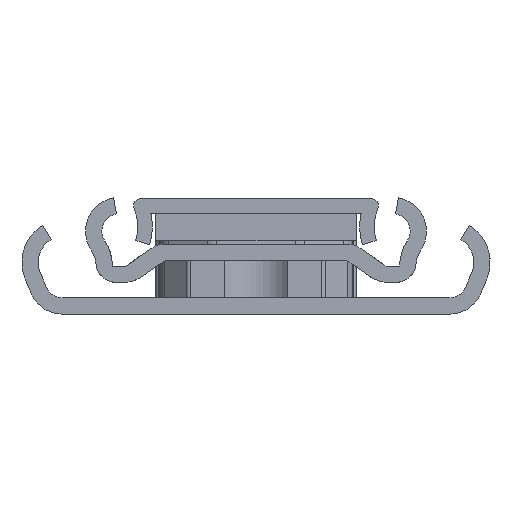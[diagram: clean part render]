
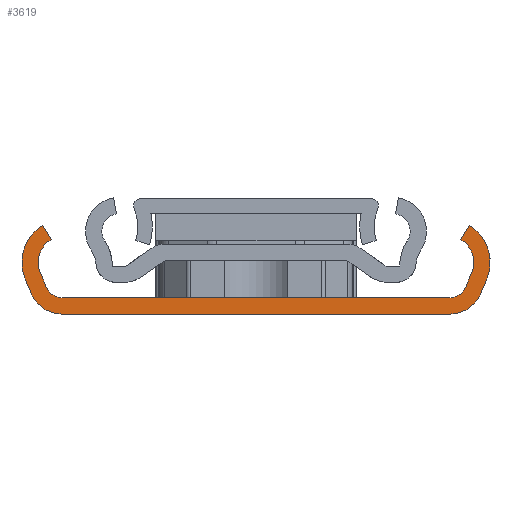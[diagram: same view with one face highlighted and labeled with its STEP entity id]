
A CAD part, left-side view. The second image highlights one B-rep face of the part: STEP entity #3619.
In plain terms, the highlighted planar face has unit normal (-1, 0, 0).
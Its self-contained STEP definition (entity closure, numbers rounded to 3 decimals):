
#34 = CARTESIAN_POINT ( 'NONE',  ( 0., 0., 0. ) ) ;
#108 = CARTESIAN_POINT ( 'NONE',  ( 0., 21.3, 3.7 ) ) ;
#265 = ORIENTED_EDGE ( 'NONE', *, *, #4828, .F. ) ;
#353 = ORIENTED_EDGE ( 'NONE', *, *, #1046, .F. ) ;
#435 = VERTEX_POINT ( 'NONE', #7676 ) ;
#443 = EDGE_CURVE ( 'NONE', #6474, #7226, #6301, .T. ) ;
#509 = DIRECTION ( 'NONE',  ( 1., 0., 0. ) ) ;
#541 = ORIENTED_EDGE ( 'NONE', *, *, #3038, .T. ) ;
#576 = AXIS2_PLACEMENT_3D ( 'NONE', #5489, #1865, #6090 ) ;
#671 = CARTESIAN_POINT ( 'NONE',  ( 0., -23.72, 4.559 ) ) ;
#708 = EDGE_CURVE ( 'NONE', #4054, #6670, #5974, .T. ) ;
#719 = CARTESIAN_POINT ( 'NONE',  ( 0., 21.3, 1.8 ) ) ;
#840 = VERTEX_POINT ( 'NONE', #719 ) ;
#846 = CARTESIAN_POINT ( 'NONE',  ( 0., 23.449, 9.77 ) ) ;
#912 = EDGE_CURVE ( 'NONE', #6483, #1553, #3043, .T. ) ;
#919 = ORIENTED_EDGE ( 'NONE', *, *, #6637, .T. ) ;
#974 = CARTESIAN_POINT ( 'NONE',  ( 0., 25.38, 3.863 ) ) ;
#1046 = EDGE_CURVE ( 'NONE', #6285, #1553, #6539, .T. ) ;
#1047 = EDGE_CURVE ( 'NONE', #2423, #3697, #6729, .T. ) ;
#1234 = EDGE_LOOP ( 'NONE', ( #7717, #6315, #1676, #265, #1775, #353, #5185, #541, #6970, #919, #4125, #5745, #5851, #2639, #4900, #2809 ) ) ;
#1258 = VERTEX_POINT ( 'NONE', #5380 ) ;
#1403 = VECTOR ( 'NONE', #3676, 1000. ) ;
#1553 = VERTEX_POINT ( 'NONE', #6576 ) ;
#1560 = DIRECTION ( 'NONE',  ( 1., 0., 0. ) ) ;
#1616 = CARTESIAN_POINT ( 'NONE',  ( 0., 22.521, 8.228 ) ) ;
#1676 = ORIENTED_EDGE ( 'NONE', *, *, #443, .F. ) ;
#1698 = AXIS2_PLACEMENT_3D ( 'NONE', #5975, #2355, #6589 ) ;
#1704 = EDGE_CURVE ( 'NONE', #1258, #840, #6627, .T. ) ;
#1710 = CARTESIAN_POINT ( 'NONE',  ( 0., 23.052, 2.965 ) ) ;
#1775 = ORIENTED_EDGE ( 'NONE', *, *, #912, .T. ) ;
#1808 = DIRECTION ( 'NONE',  ( 0., 0., -1. ) ) ;
#1833 = LINE ( 'NONE', #4563, #4871 ) ;
#1865 = DIRECTION ( 'NONE',  ( 1., 0., 0. ) ) ;
#1913 = VECTOR ( 'NONE', #4843, 1000. ) ;
#2048 = DIRECTION ( 'NONE',  ( 0., 1., 0. ) ) ;
#2193 = VECTOR ( 'NONE', #2436, 1000. ) ;
#2315 = CARTESIAN_POINT ( 'NONE',  ( 0., -25.38, 3.863 ) ) ;
#2355 = DIRECTION ( 'NONE',  ( -1., 0., 0. ) ) ;
#2423 = VERTEX_POINT ( 'NONE', #4473 ) ;
#2436 = DIRECTION ( 'NONE',  ( 0., 1., 0. ) ) ;
#2452 = VECTOR ( 'NONE', #3624, 1000. ) ;
#2639 = ORIENTED_EDGE ( 'NONE', *, *, #7010, .F. ) ;
#2809 = ORIENTED_EDGE ( 'NONE', *, *, #5102, .F. ) ;
#2820 = LINE ( 'NONE', #7284, #1403 ) ;
#3013 = AXIS2_PLACEMENT_3D ( 'NONE', #108, #5425, #7817 ) ;
#3038 = EDGE_CURVE ( 'NONE', #7689, #6670, #4247, .T. ) ;
#3043 = CIRCLE ( 'NONE', #4334, 3.7 ) ;
#3116 = FACE_OUTER_BOUND ( 'NONE', #1234, .T. ) ;
#3192 = EDGE_CURVE ( 'NONE', #840, #3770, #6328, .T. ) ;
#3348 = EDGE_CURVE ( 'NONE', #3728, #4682, #5381, .T. ) ;
#3410 = VECTOR ( 'NONE', #2048, 1000. ) ;
#3457 = CARTESIAN_POINT ( 'NONE',  ( 0., -21., 5.7 ) ) ;
#3573 = DIRECTION ( 'NONE',  ( -1., 0., 0. ) ) ;
#3619 = ADVANCED_FACE ( 'NONE', ( #3116 ), #5186, .F. ) ;
#3624 = DIRECTION ( 'NONE',  ( 0., 0.516, -0.857 ) ) ;
#3653 = EDGE_CURVE ( 'NONE', #3728, #7226, #7528, .T. ) ;
#3676 = DIRECTION ( 'NONE',  ( 0., 0.387, -0.922 ) ) ;
#3697 = VERTEX_POINT ( 'NONE', #1616 ) ;
#3716 = CARTESIAN_POINT ( 'NONE',  ( 0., 0., 1.8 ) ) ;
#3728 = VERTEX_POINT ( 'NONE', #5295 ) ;
#3737 = CARTESIAN_POINT ( 'NONE',  ( 0., 21.3, 3.7 ) ) ;
#3770 = VERTEX_POINT ( 'NONE', #1710 ) ;
#3786 = AXIS2_PLACEMENT_3D ( 'NONE', #6657, #4755, #5364 ) ;
#4052 = DIRECTION ( 'NONE',  ( 0., 0., -1. ) ) ;
#4054 = VERTEX_POINT ( 'NONE', #671 ) ;
#4067 = AXIS2_PLACEMENT_3D ( 'NONE', #4549, #1560, #5786 ) ;
#4096 = CARTESIAN_POINT ( 'NONE',  ( 0., -21.3, 3.7 ) ) ;
#4125 = ORIENTED_EDGE ( 'NONE', *, *, #4719, .F. ) ;
#4247 = LINE ( 'NONE', #7232, #2452 ) ;
#4269 = CARTESIAN_POINT ( 'NONE',  ( 0., 24.712, 2.269 ) ) ;
#4334 = AXIS2_PLACEMENT_3D ( 'NONE', #4096, #7797, #4783 ) ;
#4468 = DIRECTION ( 'NONE',  ( 0., -0.516, -0.857 ) ) ;
#4473 = CARTESIAN_POINT ( 'NONE',  ( 0., 23.72, 4.559 ) ) ;
#4549 = CARTESIAN_POINT ( 'NONE',  ( 0., 21., 5.7 ) ) ;
#4563 = CARTESIAN_POINT ( 'NONE',  ( 0., 23.72, 4.559 ) ) ;
#4631 = DIRECTION ( 'NONE',  ( 0., -0.387, -0.922 ) ) ;
#4682 = VERTEX_POINT ( 'NONE', #6507 ) ;
#4719 = EDGE_CURVE ( 'NONE', #1258, #435, #7758, .T. ) ;
#4745 = DIRECTION ( 'NONE',  ( 0., 0., -1. ) ) ;
#4755 = DIRECTION ( 'NONE',  ( 1., 0., 0. ) ) ;
#4783 = DIRECTION ( 'NONE',  ( 0., 0., -1. ) ) ;
#4828 = EDGE_CURVE ( 'NONE', #6483, #6474, #5415, .T. ) ;
#4843 = DIRECTION ( 'NONE',  ( 0., 0.387, -0.922 ) ) ;
#4871 = VECTOR ( 'NONE', #5205, 1000. ) ;
#4900 = ORIENTED_EDGE ( 'NONE', *, *, #1047, .T. ) ;
#4902 = CARTESIAN_POINT ( 'NONE',  ( 0., -22.521, 8.228 ) ) ;
#4977 = CARTESIAN_POINT ( 'NONE',  ( 0., 21.3, 0. ) ) ;
#5102 = EDGE_CURVE ( 'NONE', #4682, #3697, #5509, .T. ) ;
#5185 = ORIENTED_EDGE ( 'NONE', *, *, #6173, .T. ) ;
#5186 = PLANE ( 'NONE',  #4067 ) ;
#5205 = DIRECTION ( 'NONE',  ( 0., -0.387, -0.922 ) ) ;
#5295 = CARTESIAN_POINT ( 'NONE',  ( 0., 25.38, 3.863 ) ) ;
#5319 = VECTOR ( 'NONE', #4468, 1000. ) ;
#5364 = DIRECTION ( 'NONE',  ( 0., 0., -1. ) ) ;
#5380 = CARTESIAN_POINT ( 'NONE',  ( 0., -21.3, 1.8 ) ) ;
#5381 = CIRCLE ( 'NONE', #576, 4.75 ) ;
#5415 = LINE ( 'NONE', #34, #2193 ) ;
#5425 = DIRECTION ( 'NONE',  ( 1., 0., 0. ) ) ;
#5489 = CARTESIAN_POINT ( 'NONE',  ( 0., 21., 5.7 ) ) ;
#5509 = LINE ( 'NONE', #846, #5319 ) ;
#5600 = AXIS2_PLACEMENT_3D ( 'NONE', #3737, #509, #4745 ) ;
#5745 = ORIENTED_EDGE ( 'NONE', *, *, #1704, .T. ) ;
#5786 = DIRECTION ( 'NONE',  ( 0., 0., -1. ) ) ;
#5851 = ORIENTED_EDGE ( 'NONE', *, *, #3192, .T. ) ;
#5937 = VECTOR ( 'NONE', #4631, 1000. ) ;
#5974 = CIRCLE ( 'NONE', #6510, 2.95 ) ;
#5975 = CARTESIAN_POINT ( 'NONE',  ( 0., -21.3, 3.7 ) ) ;
#6052 = CARTESIAN_POINT ( 'NONE',  ( 0., -25.38, 3.863 ) ) ;
#6088 = CARTESIAN_POINT ( 'NONE',  ( 0., -21., 5.7 ) ) ;
#6090 = DIRECTION ( 'NONE',  ( 0., 0., -1. ) ) ;
#6139 = AXIS2_PLACEMENT_3D ( 'NONE', #3457, #7661, #4052 ) ;
#6173 = EDGE_CURVE ( 'NONE', #6285, #7689, #6624, .T. ) ;
#6285 = VERTEX_POINT ( 'NONE', #2315 ) ;
#6301 = CIRCLE ( 'NONE', #3013, 3.7 ) ;
#6315 = ORIENTED_EDGE ( 'NONE', *, *, #3653, .T. ) ;
#6328 = CIRCLE ( 'NONE', #5600, 1.9 ) ;
#6474 = VERTEX_POINT ( 'NONE', #4977 ) ;
#6483 = VERTEX_POINT ( 'NONE', #7379 ) ;
#6507 = CARTESIAN_POINT ( 'NONE',  ( 0., 23.449, 9.77 ) ) ;
#6510 = AXIS2_PLACEMENT_3D ( 'NONE', #6088, #3573, #1808 ) ;
#6539 = LINE ( 'NONE', #6052, #1913 ) ;
#6576 = CARTESIAN_POINT ( 'NONE',  ( 0., -24.712, 2.269 ) ) ;
#6589 = DIRECTION ( 'NONE',  ( 0., 0., -1. ) ) ;
#6624 = CIRCLE ( 'NONE', #6139, 4.75 ) ;
#6627 = LINE ( 'NONE', #3716, #3410 ) ;
#6637 = EDGE_CURVE ( 'NONE', #4054, #435, #2820, .T. ) ;
#6657 = CARTESIAN_POINT ( 'NONE',  ( 0., 21., 5.7 ) ) ;
#6670 = VERTEX_POINT ( 'NONE', #4902 ) ;
#6729 = CIRCLE ( 'NONE', #3786, 2.95 ) ;
#6970 = ORIENTED_EDGE ( 'NONE', *, *, #708, .F. ) ;
#7010 = EDGE_CURVE ( 'NONE', #2423, #3770, #1833, .T. ) ;
#7102 = CARTESIAN_POINT ( 'NONE',  ( 0., -23.449, 9.77 ) ) ;
#7226 = VERTEX_POINT ( 'NONE', #4269 ) ;
#7232 = CARTESIAN_POINT ( 'NONE',  ( 0., -23.449, 9.77 ) ) ;
#7284 = CARTESIAN_POINT ( 'NONE',  ( 0., -23.72, 4.559 ) ) ;
#7379 = CARTESIAN_POINT ( 'NONE',  ( 0., -21.3, 0. ) ) ;
#7528 = LINE ( 'NONE', #974, #5937 ) ;
#7661 = DIRECTION ( 'NONE',  ( -1., 0., 0. ) ) ;
#7676 = CARTESIAN_POINT ( 'NONE',  ( 0., -23.052, 2.965 ) ) ;
#7689 = VERTEX_POINT ( 'NONE', #7102 ) ;
#7717 = ORIENTED_EDGE ( 'NONE', *, *, #3348, .F. ) ;
#7758 = CIRCLE ( 'NONE', #1698, 1.9 ) ;
#7797 = DIRECTION ( 'NONE',  ( -1., 0., 0. ) ) ;
#7817 = DIRECTION ( 'NONE',  ( 0., 0., -1. ) ) ;
